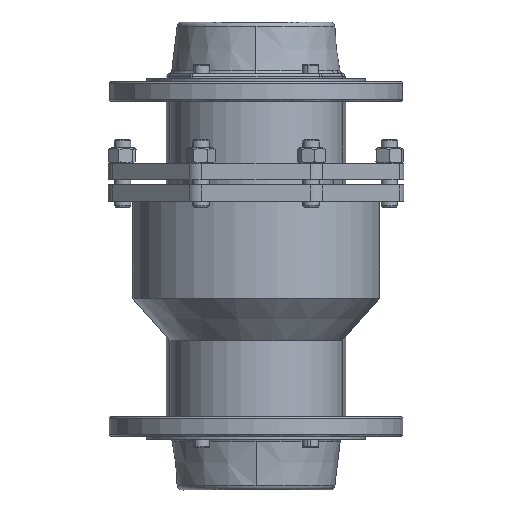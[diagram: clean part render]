
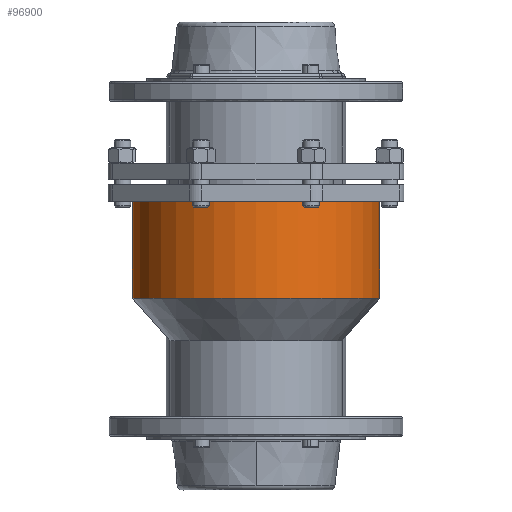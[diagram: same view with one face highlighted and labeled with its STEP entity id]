
A CAD part, front view. The second image highlights one B-rep face of the part: STEP entity #96900.
In plain terms, the highlighted cylindrical face has radius 120 mm (diameter 240 mm), a partial arc.
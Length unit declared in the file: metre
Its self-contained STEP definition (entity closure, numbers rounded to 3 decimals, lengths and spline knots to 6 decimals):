
#2903 = AXIS2_PLACEMENT_3D ( 'NONE', #3660, #11927, #62028 ) ;
#3660 = CARTESIAN_POINT ( 'NONE',  ( -0.079209, 0.004846, 0.406 ) ) ;
#11927 = DIRECTION ( 'NONE',  ( 0., 0., -1. ) ) ;
#16070 = LINE ( 'NONE', #17280, #48853 ) ;
#16680 = EDGE_CURVE ( 'NONE', #87785, #47446, #81217, .T. ) ;
#17280 = CARTESIAN_POINT ( 'NONE',  ( 0.040791, 0.004846, 0.406 ) ) ;
#21001 = DIRECTION ( 'NONE',  ( 0., 0., -1. ) ) ;
#21642 = DIRECTION ( 'NONE',  ( -1., 0., 0. ) ) ;
#24933 = ORIENTED_EDGE ( 'NONE', *, *, #102027, .T. ) ;
#32262 = CARTESIAN_POINT ( 'NONE',  ( 0.040791, 0.004846, 0.312 ) ) ;
#36156 = EDGE_CURVE ( 'NONE', #107594, #111230, #16070, .T. ) ;
#36799 = DIRECTION ( 'NONE',  ( -1., 0., 0. ) ) ;
#40647 = CARTESIAN_POINT ( 'NONE',  ( -0.199209, 0.004846, 0.406 ) ) ;
#47446 = VERTEX_POINT ( 'NONE', #92050 ) ;
#48798 = EDGE_CURVE ( 'NONE', #47446, #111230, #123658, .T. ) ;
#48853 = VECTOR ( 'NONE', #94708, 1. ) ;
#48864 = DIRECTION ( 'NONE',  ( 0., 0., 1. ) ) ;
#52923 = ORIENTED_EDGE ( 'NONE', *, *, #36156, .F. ) ;
#56709 = EDGE_LOOP ( 'NONE', ( #52923, #24933, #121883, #58465 ) ) ;
#58465 = ORIENTED_EDGE ( 'NONE', *, *, #48798, .T. ) ;
#62028 = DIRECTION ( 'NONE',  ( -1., 0., 0. ) ) ;
#66918 = AXIS2_PLACEMENT_3D ( 'NONE', #105297, #48864, #36799 ) ;
#68605 = AXIS2_PLACEMENT_3D ( 'NONE', #107946, #21001, #21642 ) ;
#81217 = LINE ( 'NONE', #40647, #109210 ) ;
#84575 = CARTESIAN_POINT ( 'NONE',  ( 0.040791, 0.004846, 0.406 ) ) ;
#87785 = VERTEX_POINT ( 'NONE', #89806 ) ;
#89806 = CARTESIAN_POINT ( 'NONE',  ( -0.199209, 0.004846, 0.406 ) ) ;
#92050 = CARTESIAN_POINT ( 'NONE',  ( -0.199209, 0.004846, 0.312 ) ) ;
#94708 = DIRECTION ( 'NONE',  ( 0., 0., -1. ) ) ;
#96900 = ADVANCED_FACE ( 'NONE', ( #108985 ), #119160, .T. ) ;
#100227 = DIRECTION ( 'NONE',  ( 0., 0., -1. ) ) ;
#102027 = EDGE_CURVE ( 'NONE', #107594, #87785, #119228, .T. ) ;
#105297 = CARTESIAN_POINT ( 'NONE',  ( -0.079209, 0.004846, 0.312 ) ) ;
#107594 = VERTEX_POINT ( 'NONE', #84575 ) ;
#107946 = CARTESIAN_POINT ( 'NONE',  ( -0.079209, 0.004846, 0.406 ) ) ;
#108985 = FACE_OUTER_BOUND ( 'NONE', #56709, .T. ) ;
#109210 = VECTOR ( 'NONE', #100227, 1. ) ;
#111230 = VERTEX_POINT ( 'NONE', #32262 ) ;
#119160 = CYLINDRICAL_SURFACE ( 'NONE', #2903, 0.12 ) ;
#119228 = CIRCLE ( 'NONE', #68605, 0.12 ) ;
#121883 = ORIENTED_EDGE ( 'NONE', *, *, #16680, .T. ) ;
#123658 = CIRCLE ( 'NONE', #66918, 0.12 ) ;
